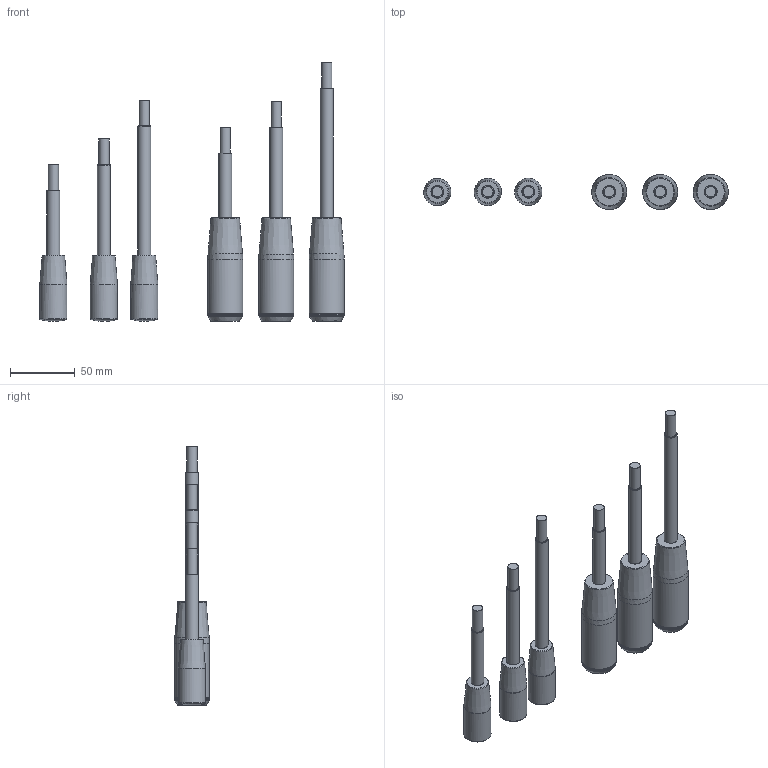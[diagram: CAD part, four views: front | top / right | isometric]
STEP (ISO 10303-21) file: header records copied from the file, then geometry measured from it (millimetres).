
FILE_DESCRIPTION(/* description */ (''),/* implementation_level */ '2;1');
FILE_NAME(/* name */ 'DR_XLG8_M.stp',/* time_stamp */ '2023-05-15T18:31:59+09:00',/* author */ ('user'),/* organization */ (''),/* preprocessor_version */ 'ST-DEVELOPER v15.6',/* originating_system */ 'Autodesk Inventor 2015',/* authorisation */ '');
FILE_SCHEMA (('AUTOMOTIVE_DESIGN { 1 0 10303 214 3 1 1 }'));
Length unit declared in the file: millimetre
Products named in the file (19): DR_XOG8-51; STP8-50; XLG8-51-50; STP8-70; XLG8-51-70; STP8-100; XLG8-51-100; DR_XOG8-80; XLG8-80-50; XLG8-80-70; XLG8-80-100; DR_XLG8_M
Bounding box: 235.22 x 27.04 x 200.1 mm (x, y, z)
Volume: 213628.1 mm3; surface area: 55583.8 mm2
Topology: 12 solids, 12 shells, 957 faces, 2307 edges, 1383 vertices
Faces by surface type: plane 663, cylinder 240, cone 30, torus 12, bspline 12
Full cylindrical faces by diameter (mm): 8 x18, 9.94 x6, 21 x3, 27 x3
Entity records: 36563 total; most frequent: CARTESIAN_POINT 14674, DIRECTION 4706, ORIENTED_EDGE 4452, EDGE_CURVE 2226, AXIS2_PLACEMENT_3D 2143, VERTEX_POINT 1377, CIRCLE 1161, EDGE_LOOP 1041
